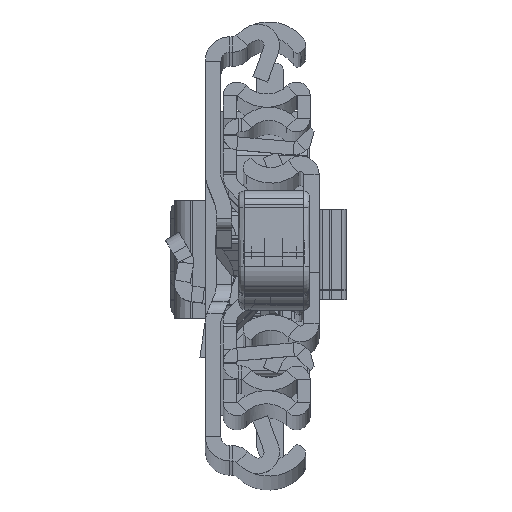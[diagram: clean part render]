
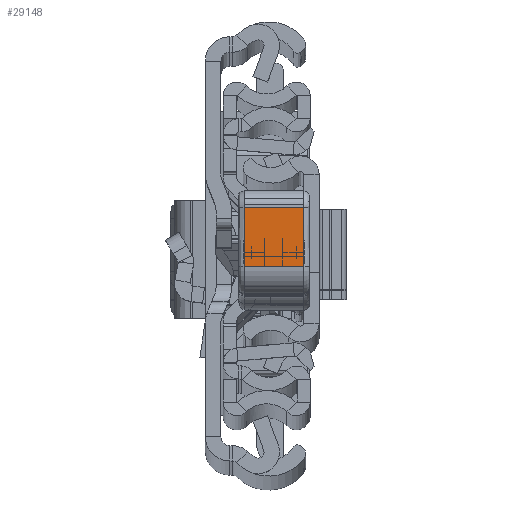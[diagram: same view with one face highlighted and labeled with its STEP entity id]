
A CAD part, top view. The second image highlights one B-rep face of the part: STEP entity #29148.
In plain terms, the highlighted face is planar.
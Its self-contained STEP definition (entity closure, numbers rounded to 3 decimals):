
#2386 = VERTEX_POINT ( 'NONE', #6317 ) ;
#3226 = FACE_OUTER_BOUND ( 'NONE', #7014, .T. ) ;
#3835 = DIRECTION ( 'NONE',  ( 0.027, 1., 0. ) ) ;
#4517 = VECTOR ( 'NONE', #36312, 1000. ) ;
#4934 = VECTOR ( 'NONE', #5471, 1000. ) ;
#5471 = DIRECTION ( 'NONE',  ( 0., 0., -1. ) ) ;
#5764 = EDGE_CURVE ( 'NONE', #2386, #35928, #34729, .T. ) ;
#6317 = CARTESIAN_POINT ( 'NONE',  ( 39.818, -2.465, 0. ) ) ;
#7014 = EDGE_LOOP ( 'NONE', ( #16588, #8814, #8582, #14056 ) ) ;
#7829 = CARTESIAN_POINT ( 'NONE',  ( 39.818, -2.465, -11. ) ) ;
#8582 = ORIENTED_EDGE ( 'NONE', *, *, #5764, .F. ) ;
#8814 = ORIENTED_EDGE ( 'NONE', *, *, #27082, .F. ) ;
#10722 = AXIS2_PLACEMENT_3D ( 'NONE', #37804, #26061, #29161 ) ;
#12033 = CARTESIAN_POINT ( 'NONE',  ( 39.818, -2.465, -10. ) ) ;
#13022 = LINE ( 'NONE', #13202, #4517 ) ;
#13202 = CARTESIAN_POINT ( 'NONE',  ( 39.55, -12.274, -10. ) ) ;
#13780 = VERTEX_POINT ( 'NONE', #33876 ) ;
#14056 = ORIENTED_EDGE ( 'NONE', *, *, #35609, .F. ) ;
#16588 = ORIENTED_EDGE ( 'NONE', *, *, #31235, .F. ) ;
#21070 = CARTESIAN_POINT ( 'NONE',  ( 39.55, -12.274, -11. ) ) ;
#24128 = LINE ( 'NONE', #21070, #29904 ) ;
#24317 = CARTESIAN_POINT ( 'NONE',  ( 39.55, -12.274, 0. ) ) ;
#26061 = DIRECTION ( 'NONE',  ( -1., 0.027, 0. ) ) ;
#26180 = VERTEX_POINT ( 'NONE', #24317 ) ;
#26581 = VECTOR ( 'NONE', #3835, 1000. ) ;
#27082 = EDGE_CURVE ( 'NONE', #35928, #13780, #13022, .T. ) ;
#29148 = ADVANCED_FACE ( 'NONE', ( #3226 ), #29411, .F. ) ;
#29161 = DIRECTION ( 'NONE',  ( -0.027, -1., 0. ) ) ;
#29411 = PLANE ( 'NONE',  #10722 ) ;
#29904 = VECTOR ( 'NONE', #32606, 1000. ) ;
#31235 = EDGE_CURVE ( 'NONE', #13780, #26180, #24128, .T. ) ;
#32606 = DIRECTION ( 'NONE',  ( 0., 0., 1. ) ) ;
#33479 = LINE ( 'NONE', #36000, #26581 ) ;
#33876 = CARTESIAN_POINT ( 'NONE',  ( 39.55, -12.274, -10. ) ) ;
#34729 = LINE ( 'NONE', #7829, #4934 ) ;
#35609 = EDGE_CURVE ( 'NONE', #26180, #2386, #33479, .T. ) ;
#35928 = VERTEX_POINT ( 'NONE', #12033 ) ;
#36000 = CARTESIAN_POINT ( 'NONE',  ( 39.55, -12.274, 0. ) ) ;
#36312 = DIRECTION ( 'NONE',  ( -0.027, -1., 0. ) ) ;
#37804 = CARTESIAN_POINT ( 'NONE',  ( 39.55, -12.274, -11. ) ) ;
